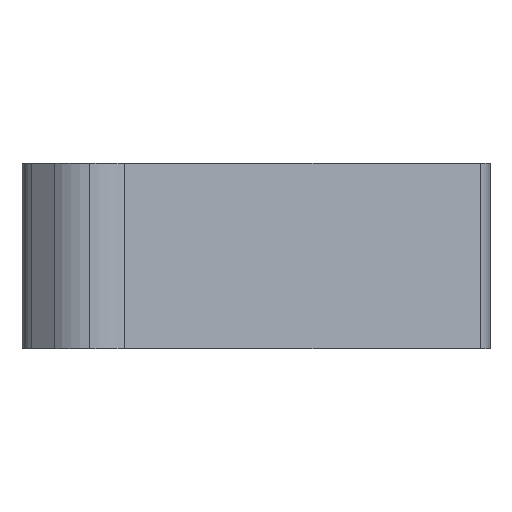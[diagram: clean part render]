
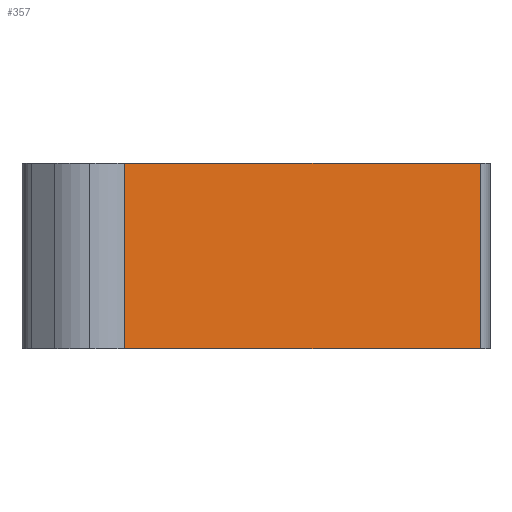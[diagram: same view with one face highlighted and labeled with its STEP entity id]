
A CAD part, left-side view. The second image highlights one B-rep face of the part: STEP entity #357.
In plain terms, the highlighted planar face has unit normal (-0.766, -0.643, 0).
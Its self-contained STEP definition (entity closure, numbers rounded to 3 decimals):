
#2 = DIRECTION ( 'NONE',  ( 0.643, -0.766, 0. ) ) ;
#8 = EDGE_CURVE ( 'NONE', #430, #47, #687, .T. ) ;
#9 = DIRECTION ( 'NONE',  ( 0., 0., -1. ) ) ;
#13 = VECTOR ( 'NONE', #9, 1000. ) ;
#47 = VERTEX_POINT ( 'NONE', #55 ) ;
#55 = CARTESIAN_POINT ( 'NONE',  ( -14.083, -4.121, 1.7 ) ) ;
#70 = DIRECTION ( 'NONE',  ( 0., 0., -1. ) ) ;
#88 = EDGE_CURVE ( 'NONE', #47, #724, #313, .T. ) ;
#110 = ORIENTED_EDGE ( 'NONE', *, *, #8, .F. ) ;
#143 = FACE_OUTER_BOUND ( 'NONE', #663, .T. ) ;
#148 = DIRECTION ( 'NONE',  ( -0.643, 0.766, 0. ) ) ;
#168 = VECTOR ( 'NONE', #531, 1000. ) ;
#194 = CARTESIAN_POINT ( 'NONE',  ( -19.566, 2.413, 1.7 ) ) ;
#209 = EDGE_CURVE ( 'NONE', #430, #416, #631, .T. ) ;
#226 = VECTOR ( 'NONE', #2, 1000. ) ;
#238 = AXIS2_PLACEMENT_3D ( 'NONE', #520, #766, #148 ) ;
#313 = LINE ( 'NONE', #445, #13 ) ;
#357 = ADVANCED_FACE ( 'NONE', ( #143 ), #463, .F. ) ;
#369 = ORIENTED_EDGE ( 'NONE', *, *, #715, .T. ) ;
#416 = VERTEX_POINT ( 'NONE', #566 ) ;
#418 = VECTOR ( 'NONE', #70, 1000. ) ;
#430 = VERTEX_POINT ( 'NONE', #500 ) ;
#445 = CARTESIAN_POINT ( 'NONE',  ( -14.083, -4.121, 1.7 ) ) ;
#463 = PLANE ( 'NONE',  #238 ) ;
#487 = ORIENTED_EDGE ( 'NONE', *, *, #88, .F. ) ;
#500 = CARTESIAN_POINT ( 'NONE',  ( -19.566, 2.413, 1.7 ) ) ;
#520 = CARTESIAN_POINT ( 'NONE',  ( -19.566, 2.413, 1.7 ) ) ;
#531 = DIRECTION ( 'NONE',  ( 0.643, -0.766, 0. ) ) ;
#566 = CARTESIAN_POINT ( 'NONE',  ( -19.566, 2.413, -1.7 ) ) ;
#577 = CARTESIAN_POINT ( 'NONE',  ( -19.566, 2.413, 1.7 ) ) ;
#591 = CARTESIAN_POINT ( 'NONE',  ( -19.566, 2.413, -1.7 ) ) ;
#599 = CARTESIAN_POINT ( 'NONE',  ( -14.083, -4.121, -1.7 ) ) ;
#631 = LINE ( 'NONE', #577, #418 ) ;
#663 = EDGE_LOOP ( 'NONE', ( #369, #487, #110, #671 ) ) ;
#671 = ORIENTED_EDGE ( 'NONE', *, *, #209, .T. ) ;
#687 = LINE ( 'NONE', #194, #226 ) ;
#706 = LINE ( 'NONE', #591, #168 ) ;
#715 = EDGE_CURVE ( 'NONE', #416, #724, #706, .T. ) ;
#724 = VERTEX_POINT ( 'NONE', #599 ) ;
#766 = DIRECTION ( 'NONE',  ( 0.766, 0.643, 0. ) ) ;
